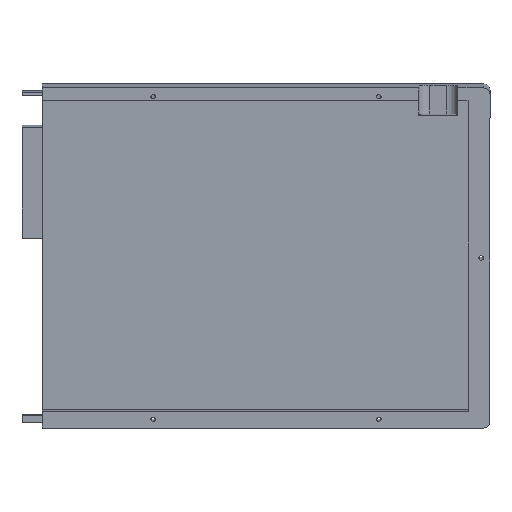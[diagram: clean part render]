
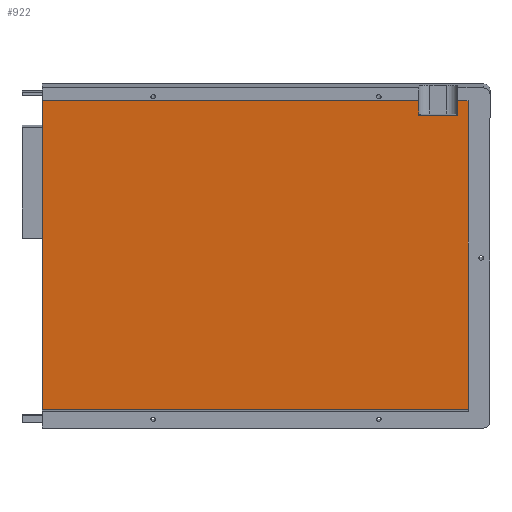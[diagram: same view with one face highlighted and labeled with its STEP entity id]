
A CAD part, top view. The second image highlights one B-rep face of the part: STEP entity #922.
In plain terms, the highlighted face is planar.
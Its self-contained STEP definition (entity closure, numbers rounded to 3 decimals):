
#99=FACE_OUTER_BOUND('',#154,.T.);
#154=EDGE_LOOP('',(#783,#784,#785,#786,#787,#788,#789,#790));
#177=LINE('',#1284,#285);
#252=LINE('',#1466,#360);
#258=LINE('',#1482,#366);
#260=LINE('',#1486,#368);
#263=LINE('',#1491,#371);
#264=LINE('',#1493,#372);
#265=LINE('',#1495,#373);
#266=LINE('',#1496,#374);
#285=VECTOR('',#1031,10.);
#360=VECTOR('',#1196,10.);
#366=VECTOR('',#1212,10.);
#368=VECTOR('',#1216,10.);
#371=VECTOR('',#1221,10.);
#372=VECTOR('',#1222,10.);
#373=VECTOR('',#1223,10.);
#374=VECTOR('',#1224,10.);
#393=VERTEX_POINT('',#1281);
#394=VERTEX_POINT('',#1283);
#455=VERTEX_POINT('',#1464);
#456=VERTEX_POINT('',#1465);
#461=VERTEX_POINT('',#1480);
#462=VERTEX_POINT('',#1485);
#464=VERTEX_POINT('',#1492);
#465=VERTEX_POINT('',#1494);
#477=EDGE_CURVE('',#393,#394,#177,.T.);
#566=EDGE_CURVE('',#455,#456,#252,.T.);
#574=EDGE_CURVE('',#461,#455,#258,.T.);
#576=EDGE_CURVE('',#394,#462,#260,.T.);
#579=EDGE_CURVE('',#456,#393,#263,.T.);
#580=EDGE_CURVE('',#461,#464,#264,.T.);
#581=EDGE_CURVE('',#464,#465,#265,.T.);
#582=EDGE_CURVE('',#465,#462,#266,.T.);
#783=ORIENTED_EDGE('',*,*,#477,.F.);
#784=ORIENTED_EDGE('',*,*,#579,.F.);
#785=ORIENTED_EDGE('',*,*,#566,.F.);
#786=ORIENTED_EDGE('',*,*,#574,.F.);
#787=ORIENTED_EDGE('',*,*,#580,.T.);
#788=ORIENTED_EDGE('',*,*,#581,.T.);
#789=ORIENTED_EDGE('',*,*,#582,.T.);
#790=ORIENTED_EDGE('',*,*,#576,.F.);
#877=PLANE('',#1001);
#922=ADVANCED_FACE('',(#99),#877,.T.);
#1001=AXIS2_PLACEMENT_3D('',#1490,#1219,#1220);
#1031=DIRECTION('',(0.,1.,0.));
#1196=DIRECTION('',(0.,-1.,0.));
#1212=DIRECTION('',(1.,0.,0.));
#1216=DIRECTION('',(1.,0.,0.));
#1219=DIRECTION('center_axis',(0.,0.,1.));
#1220=DIRECTION('ref_axis',(1.,0.,0.));
#1221=DIRECTION('',(-1.,0.,0.));
#1222=DIRECTION('',(0.,-1.,0.));
#1223=DIRECTION('',(-1.,0.,0.));
#1224=DIRECTION('',(0.,1.,0.));
#1281=CARTESIAN_POINT('',(184.59,-2.177,-19.265));
#1283=CARTESIAN_POINT('',(184.59,138.023,-19.265));
#1284=CARTESIAN_POINT('',(184.59,67.478,-19.265));
#1464=CARTESIAN_POINT('',(376.243,138.023,-19.265));
#1465=CARTESIAN_POINT('',(376.243,-2.177,-19.265));
#1466=CARTESIAN_POINT('',(376.243,33.123,-19.265));
#1480=CARTESIAN_POINT('',(371.656,138.023,-19.265));
#1482=CARTESIAN_POINT('',(280.393,138.023,-19.265));
#1485=CARTESIAN_POINT('',(354.056,138.023,-19.265));
#1486=CARTESIAN_POINT('',(280.393,138.023,-19.265));
#1490=CARTESIAN_POINT('Origin',(185.043,67.923,-19.265));
#1491=CARTESIAN_POINT('',(89.693,-2.177,-19.265));
#1492=CARTESIAN_POINT('',(371.656,130.833,-19.265));
#1493=CARTESIAN_POINT('',(371.656,105.878,-19.265));
#1494=CARTESIAN_POINT('',(354.056,130.833,-19.265));
#1495=CARTESIAN_POINT('',(273.949,130.833,-19.265));
#1496=CARTESIAN_POINT('',(354.056,105.878,-19.265));
